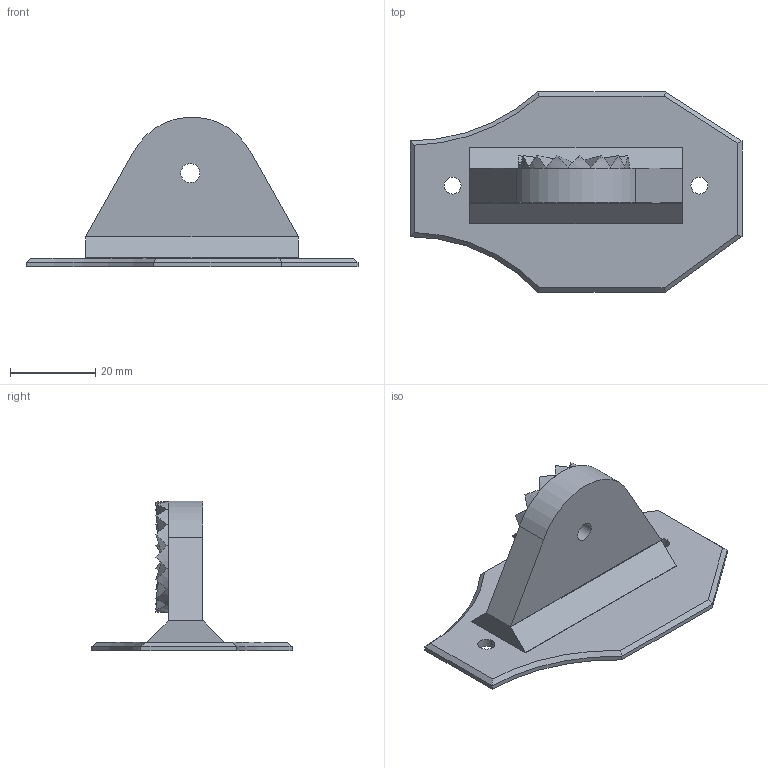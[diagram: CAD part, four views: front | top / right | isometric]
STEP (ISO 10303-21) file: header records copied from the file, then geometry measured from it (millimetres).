
FILE_DESCRIPTION(('FreeCAD Model'),'2;1');
FILE_NAME('Open CASCADE Shape Model','2024-09-17T17:34:22',(''),(''), 'Open CASCADE STEP processor 7.7','FreeCAD','Unknown');
FILE_SCHEMA(('AP242_MANAGED_MODEL_BASED_3D_ENGINEERING_MIM_LF. {1 0 10303 442 1 1 4 }'));
Length unit declared in the file: millimetre
Products named in the file (1): Desk Mount Bracket
Bounding box: 78 x 47 x 35.1 mm (x, y, z)
Volume: 17138.2 mm3; surface area: 9079 mm2
Topology: 1 solids, 1 shells, 67 faces, 175 edges, 112 vertices
Faces by surface type: plane 57, cylinder 8, cone 2
Full cylindrical faces by diameter (mm): 4 x2, 4.5 x1, 6 x1, 26 x1
Entity records: 2109 total; most frequent: DIRECTION 389, CARTESIAN_POINT 357, ORIENTED_EDGE 350, EDGE_CURVE 175, AXIS2_PLACEMENT_3D 148, VERTEX_POINT 112, LINE 93, VECTOR 93
